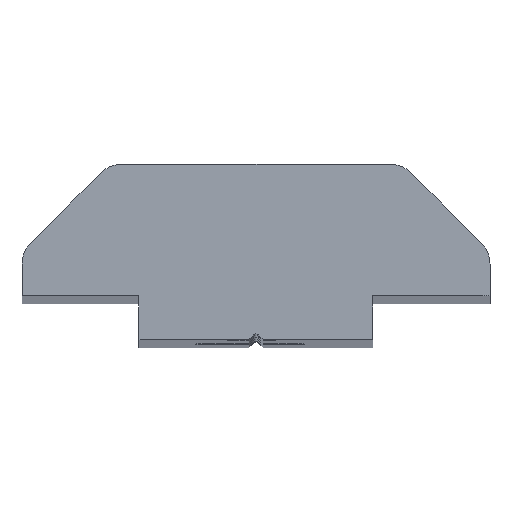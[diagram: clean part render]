
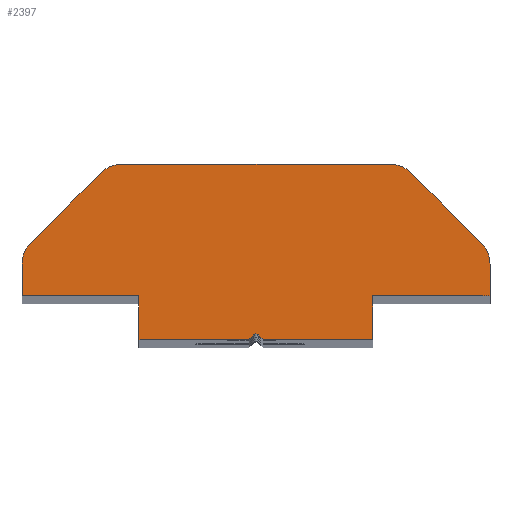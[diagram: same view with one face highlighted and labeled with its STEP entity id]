
A CAD part, top view. The second image highlights one B-rep face of the part: STEP entity #2397.
In plain terms, the highlighted planar face has unit normal (0, 0, 1).
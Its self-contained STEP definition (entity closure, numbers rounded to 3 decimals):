
#33=PLANE('',#2549);
#168=FACE_OUTER_BOUND('',#292,.T.);
#292=EDGE_LOOP('',(#2115,#2116,#2117,#2118,#2119,#2120,#2121,#2122,#2123,
#2124,#2125,#2126,#2127,#2128,#2129,#2130,#2131,#2132));
#326=CIRCLE('',#2519,0.125);
#332=CIRCLE('',#2550,1.);
#333=CIRCLE('',#2551,1.);
#334=CIRCLE('',#2552,1.);
#335=CIRCLE('',#2553,1.);
#631=LINE('',#6403,#759);
#638=LINE('',#6552,#766);
#649=LINE('',#9213,#777);
#655=LINE('',#9224,#783);
#658=LINE('',#9232,#786);
#669=LINE('',#9263,#797);
#672=LINE('',#9269,#800);
#673=LINE('',#9273,#801);
#674=LINE('',#9277,#802);
#675=LINE('',#9280,#803);
#676=LINE('',#9281,#804);
#677=LINE('',#9283,#805);
#678=LINE('',#9284,#806);
#759=VECTOR('',#2832,1000.);
#766=VECTOR('',#2841,1000.);
#777=VECTOR('',#2884,1000.);
#783=VECTOR('',#2896,1000.);
#786=VECTOR('',#2901,1000.);
#797=VECTOR('',#2926,1000.);
#800=VECTOR('',#2931,1000.);
#801=VECTOR('',#2934,1000.);
#802=VECTOR('',#2937,1000.);
#803=VECTOR('',#2940,1000.);
#804=VECTOR('',#2941,1000.);
#805=VECTOR('',#2942,1000.);
#806=VECTOR('',#2943,1000.);
#1014=VERTEX_POINT('',#6395);
#1015=VERTEX_POINT('',#6397);
#1016=VERTEX_POINT('',#6401);
#1025=VERTEX_POINT('',#6550);
#1039=VERTEX_POINT('',#9210);
#1040=VERTEX_POINT('',#9212);
#1045=VERTEX_POINT('',#9229);
#1046=VERTEX_POINT('',#9231);
#1058=VERTEX_POINT('',#9261);
#1059=VERTEX_POINT('',#9262);
#1060=VERTEX_POINT('',#9267);
#1061=VERTEX_POINT('',#9268);
#1062=VERTEX_POINT('',#9270);
#1063=VERTEX_POINT('',#9272);
#1064=VERTEX_POINT('',#9274);
#1065=VERTEX_POINT('',#9276);
#1066=VERTEX_POINT('',#9279);
#1067=VERTEX_POINT('',#9282);
#1329=EDGE_CURVE('',#1014,#1015,#326,.T.);
#1332=EDGE_CURVE('',#1016,#1014,#631,.T.);
#1345=EDGE_CURVE('',#1016,#1025,#638,.T.);
#1398=EDGE_CURVE('',#1040,#1039,#649,.T.);
#1404=EDGE_CURVE('',#1015,#1039,#655,.T.);
#1407=EDGE_CURVE('',#1045,#1046,#658,.T.);
#1423=EDGE_CURVE('',#1058,#1059,#669,.T.);
#1426=EDGE_CURVE('',#1060,#1061,#672,.T.);
#1427=EDGE_CURVE('',#1060,#1062,#332,.T.);
#1428=EDGE_CURVE('',#1063,#1062,#673,.T.);
#1429=EDGE_CURVE('',#1063,#1064,#333,.T.);
#1430=EDGE_CURVE('',#1065,#1064,#674,.T.);
#1431=EDGE_CURVE('',#1065,#1058,#334,.T.);
#1432=EDGE_CURVE('',#1066,#1059,#675,.T.);
#1433=EDGE_CURVE('',#1040,#1066,#676,.T.);
#1434=EDGE_CURVE('',#1067,#1025,#677,.T.);
#1435=EDGE_CURVE('',#1046,#1067,#678,.T.);
#1436=EDGE_CURVE('',#1045,#1061,#335,.T.);
#2115=ORIENTED_EDGE('',*,*,#1426,.F.);
#2116=ORIENTED_EDGE('',*,*,#1427,.T.);
#2117=ORIENTED_EDGE('',*,*,#1428,.F.);
#2118=ORIENTED_EDGE('',*,*,#1429,.T.);
#2119=ORIENTED_EDGE('',*,*,#1430,.F.);
#2120=ORIENTED_EDGE('',*,*,#1431,.T.);
#2121=ORIENTED_EDGE('',*,*,#1423,.T.);
#2122=ORIENTED_EDGE('',*,*,#1432,.F.);
#2123=ORIENTED_EDGE('',*,*,#1433,.F.);
#2124=ORIENTED_EDGE('',*,*,#1398,.T.);
#2125=ORIENTED_EDGE('',*,*,#1404,.F.);
#2126=ORIENTED_EDGE('',*,*,#1329,.F.);
#2127=ORIENTED_EDGE('',*,*,#1332,.F.);
#2128=ORIENTED_EDGE('',*,*,#1345,.T.);
#2129=ORIENTED_EDGE('',*,*,#1434,.F.);
#2130=ORIENTED_EDGE('',*,*,#1435,.F.);
#2131=ORIENTED_EDGE('',*,*,#1407,.F.);
#2132=ORIENTED_EDGE('',*,*,#1436,.T.);
#2397=ADVANCED_FACE('',(#168),#33,.F.);
#2519=AXIS2_PLACEMENT_3D('',#6398,#2826,#2827);
#2549=AXIS2_PLACEMENT_3D('',#9266,#2929,#2930);
#2550=AXIS2_PLACEMENT_3D('',#9271,#2932,#2933);
#2551=AXIS2_PLACEMENT_3D('',#9275,#2935,#2936);
#2552=AXIS2_PLACEMENT_3D('',#9278,#2938,#2939);
#2553=AXIS2_PLACEMENT_3D('',#9285,#2944,#2945);
#2826=DIRECTION('center_axis',(0.,0.,1.));
#2827=DIRECTION('ref_axis',(-1.,0.,0.));
#2832=DIRECTION('',(-0.707,0.707,0.));
#2841=DIRECTION('',(1.,0.,0.));
#2884=DIRECTION('',(1.,0.,0.));
#2896=DIRECTION('',(-0.707,-0.707,0.));
#2901=DIRECTION('',(0.,-1.,0.));
#2926=DIRECTION('',(0.,-1.,0.));
#2929=DIRECTION('center_axis',(0.,0.,-1.));
#2930=DIRECTION('ref_axis',(-1.,0.,0.));
#2931=DIRECTION('',(0.707,-0.707,0.));
#2932=DIRECTION('center_axis',(0.,0.,1.));
#2933=DIRECTION('ref_axis',(-1.,0.,0.));
#2934=DIRECTION('',(1.,0.,0.));
#2935=DIRECTION('center_axis',(0.,0.,1.));
#2936=DIRECTION('ref_axis',(-1.,0.,0.));
#2937=DIRECTION('',(0.707,0.707,0.));
#2938=DIRECTION('center_axis',(0.,0.,1.));
#2939=DIRECTION('ref_axis',(-1.,0.,0.));
#2940=DIRECTION('',(-1.,0.,0.));
#2941=DIRECTION('',(0.,1.,0.));
#2942=DIRECTION('',(0.,-1.,0.));
#2943=DIRECTION('',(-1.,0.,0.));
#2944=DIRECTION('center_axis',(0.,0.,1.));
#2945=DIRECTION('ref_axis',(-1.,0.,0.));
#6395=CARTESIAN_POINT('',(0.088,0.162,80.));
#6397=CARTESIAN_POINT('',(-0.088,0.162,80.));
#6398=CARTESIAN_POINT('Origin',(0.,0.073,
80.));
#6401=CARTESIAN_POINT('',(0.25,0.,80.));
#6403=CARTESIAN_POINT('',(0.25,0.,80.));
#6550=CARTESIAN_POINT('',(4.,0.,80.));
#6552=CARTESIAN_POINT('',(-8.,0.,80.));
#9210=CARTESIAN_POINT('',(-0.25,0.,80.));
#9212=CARTESIAN_POINT('',(-4.,0.,80.));
#9213=CARTESIAN_POINT('',(-8.,0.,80.));
#9224=CARTESIAN_POINT('',(-0.088,0.162,80.));
#9229=CARTESIAN_POINT('',(8.,2.586,80.));
#9231=CARTESIAN_POINT('',(8.,1.5,80.));
#9232=CARTESIAN_POINT('',(8.,6.,80.));
#9261=CARTESIAN_POINT('',(-8.,2.586,80.));
#9262=CARTESIAN_POINT('',(-8.,1.5,80.));
#9263=CARTESIAN_POINT('',(-8.,6.,80.));
#9266=CARTESIAN_POINT('Origin',(-8.,6.,80.));
#9267=CARTESIAN_POINT('',(5.293,5.707,80.));
#9268=CARTESIAN_POINT('',(7.707,3.293,80.));
#9269=CARTESIAN_POINT('',(8.,3.,80.));
#9270=CARTESIAN_POINT('',(4.586,6.,80.));
#9271=CARTESIAN_POINT('Origin',(4.586,5.,80.));
#9272=CARTESIAN_POINT('',(-4.586,6.,80.));
#9273=CARTESIAN_POINT('',(-8.,6.,80.));
#9274=CARTESIAN_POINT('',(-5.293,5.707,80.));
#9275=CARTESIAN_POINT('Origin',(-4.586,5.,80.));
#9276=CARTESIAN_POINT('',(-7.707,3.293,80.));
#9277=CARTESIAN_POINT('',(-5.,6.,80.));
#9278=CARTESIAN_POINT('Origin',(-7.,2.586,80.));
#9279=CARTESIAN_POINT('',(-4.,1.5,80.));
#9280=CARTESIAN_POINT('',(-8.,1.5,80.));
#9281=CARTESIAN_POINT('',(-4.,1.5,80.));
#9282=CARTESIAN_POINT('',(4.,1.5,80.));
#9283=CARTESIAN_POINT('',(4.,1.5,80.));
#9284=CARTESIAN_POINT('',(8.,1.5,80.));
#9285=CARTESIAN_POINT('Origin',(7.,2.586,80.));
